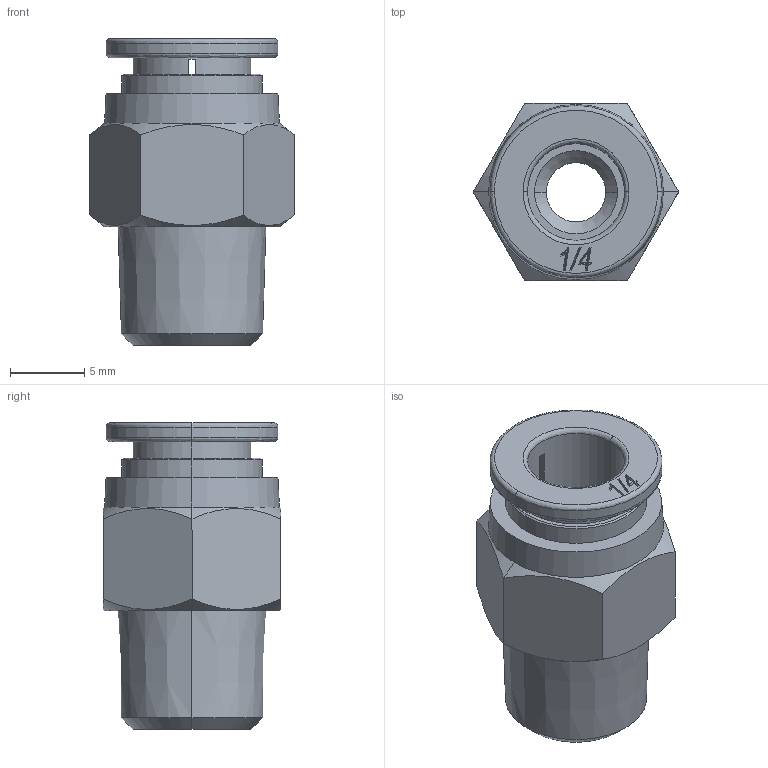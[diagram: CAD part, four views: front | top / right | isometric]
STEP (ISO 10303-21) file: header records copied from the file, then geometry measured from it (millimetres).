
FILE_DESCRIPTION (( 'STEP AP214' ), '1' );
FILE_NAME ('MS14-18N-SS.step', '2018-03-13T19:27:23', ( '' ), ( '' ), 'SwSTEP 2.0', 'SolidWorks 2017', '' );
FILE_SCHEMA (( 'AUTOMOTIVE_DESIGN' ));
Length unit declared in the file: inch
Products named in the file (1): MS14-18N-SS
Bounding box: 13.86 x 12 x 20.7 mm (x, y, z)
Volume: 1341.1 mm3; surface area: 1444.5 mm2
Topology: 1 solids, 1 shells, 87 faces, 212 edges, 134 vertices
Faces by surface type: plane 47, cone 18, cylinder 12, bspline 10
Entity records: 3132 total; most frequent: CARTESIAN_POINT 1086, ORIENTED_EDGE 424, DIRECTION 395, EDGE_CURVE 212, AXIS2_PLACEMENT_3D 136, VERTEX_POINT 134, VECTOR 123, LINE 123
